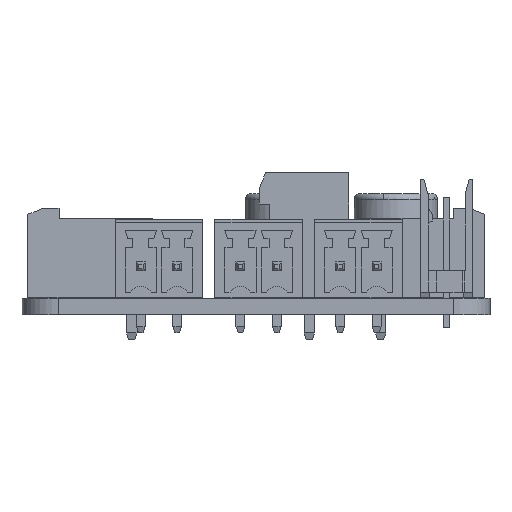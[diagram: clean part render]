
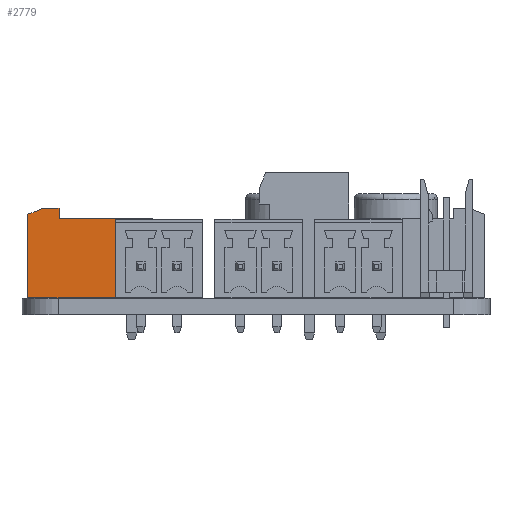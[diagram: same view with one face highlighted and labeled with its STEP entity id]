
A CAD part, left-side view. The second image highlights one B-rep face of the part: STEP entity #2779.
In plain terms, the highlighted face is planar.
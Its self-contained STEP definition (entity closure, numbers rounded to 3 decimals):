
#2180 = VERTEX_POINT('',#2181);
#2181 = CARTESIAN_POINT('',(8.62,2.,7.6));
#2188 = PLANE('',#2189);
#2189 = AXIS2_PLACEMENT_3D('',#2190,#2191,#2192);
#2190 = CARTESIAN_POINT('',(-3.54,2.,7.6));
#2191 = DIRECTION('',(0.,1.,0.));
#2192 = DIRECTION('',(0.,0.,-1.));
#2200 = PLANE('',#2201);
#2201 = AXIS2_PLACEMENT_3D('',#2202,#2203,#2204);
#2202 = CARTESIAN_POINT('',(-3.54,-7.,7.6));
#2203 = DIRECTION('',(0.,0.,1.));
#2204 = DIRECTION('',(0.,1.,0.));
#2212 = EDGE_CURVE('',#2180,#2213,#2215,.T.);
#2213 = VERTEX_POINT('',#2214);
#2214 = CARTESIAN_POINT('',(8.62,2.,0.));
#2215 = SURFACE_CURVE('',#2216,(#2220,#2227),.PCURVE_S1.);
#2216 = LINE('',#2217,#2218);
#2217 = CARTESIAN_POINT('',(8.62,2.,7.6));
#2218 = VECTOR('',#2219,1.);
#2219 = DIRECTION('',(0.,0.,-1.));
#2220 = PCURVE('',#2188,#2221);
#2221 = DEFINITIONAL_REPRESENTATION('',(#2222),#2226);
#2222 = LINE('',#2223,#2224);
#2223 = CARTESIAN_POINT('',(0.,-12.16));
#2224 = VECTOR('',#2225,1.);
#2225 = DIRECTION('',(1.,0.));
#2226 = ( GEOMETRIC_REPRESENTATION_CONTEXT(2) 
PARAMETRIC_REPRESENTATION_CONTEXT() REPRESENTATION_CONTEXT('2D SPACE',''
  ) );
#2227 = PCURVE('',#2228,#2233);
#2228 = PLANE('',#2229);
#2229 = AXIS2_PLACEMENT_3D('',#2230,#2231,#2232);
#2230 = CARTESIAN_POINT('',(8.62,-4.148,4.02));
#2231 = DIRECTION('',(-1.,0.,0.));
#2232 = DIRECTION('',(0.,0.,-1.));
#2233 = DEFINITIONAL_REPRESENTATION('',(#2234),#2238);
#2234 = LINE('',#2235,#2236);
#2235 = CARTESIAN_POINT('',(-3.58,-6.148));
#2236 = VECTOR('',#2237,1.);
#2237 = DIRECTION('',(1.,0.));
#2238 = ( GEOMETRIC_REPRESENTATION_CONTEXT(2) 
PARAMETRIC_REPRESENTATION_CONTEXT() REPRESENTATION_CONTEXT('2D SPACE',''
  ) );
#2256 = PLANE('',#2257);
#2257 = AXIS2_PLACEMENT_3D('',#2258,#2259,#2260);
#2258 = CARTESIAN_POINT('',(-3.54,2.,0.));
#2259 = DIRECTION('',(0.,0.,-1.));
#2260 = DIRECTION('',(0.,-1.,0.));
#2300 = VERTEX_POINT('',#2301);
#2301 = CARTESIAN_POINT('',(8.62,-7.,7.6));
#2315 = PLANE('',#2316);
#2316 = AXIS2_PLACEMENT_3D('',#2317,#2318,#2319);
#2317 = CARTESIAN_POINT('',(-3.54,-7.,8.6));
#2318 = DIRECTION('',(0.,1.,0.));
#2319 = DIRECTION('',(0.,0.,-1.));
#2327 = EDGE_CURVE('',#2300,#2180,#2328,.T.);
#2328 = SURFACE_CURVE('',#2329,(#2333,#2340),.PCURVE_S1.);
#2329 = LINE('',#2330,#2331);
#2330 = CARTESIAN_POINT('',(8.62,-7.,7.6));
#2331 = VECTOR('',#2332,1.);
#2332 = DIRECTION('',(0.,1.,0.));
#2333 = PCURVE('',#2200,#2334);
#2334 = DEFINITIONAL_REPRESENTATION('',(#2335),#2339);
#2335 = LINE('',#2336,#2337);
#2336 = CARTESIAN_POINT('',(0.,-12.16));
#2337 = VECTOR('',#2338,1.);
#2338 = DIRECTION('',(1.,0.));
#2339 = ( GEOMETRIC_REPRESENTATION_CONTEXT(2) 
PARAMETRIC_REPRESENTATION_CONTEXT() REPRESENTATION_CONTEXT('2D SPACE',''
  ) );
#2340 = PCURVE('',#2228,#2341);
#2341 = DEFINITIONAL_REPRESENTATION('',(#2342),#2346);
#2342 = LINE('',#2343,#2344);
#2343 = CARTESIAN_POINT('',(-3.58,2.852));
#2344 = VECTOR('',#2345,1.);
#2345 = DIRECTION('',(0.,-1.));
#2346 = ( GEOMETRIC_REPRESENTATION_CONTEXT(2) 
PARAMETRIC_REPRESENTATION_CONTEXT() REPRESENTATION_CONTEXT('2D SPACE',''
  ) );
#2374 = EDGE_CURVE('',#2213,#2375,#2377,.T.);
#2375 = VERTEX_POINT('',#2376);
#2376 = CARTESIAN_POINT('',(8.62,-10.,0.));
#2377 = SURFACE_CURVE('',#2378,(#2382,#2389),.PCURVE_S1.);
#2378 = LINE('',#2379,#2380);
#2379 = CARTESIAN_POINT('',(8.62,2.,0.));
#2380 = VECTOR('',#2381,1.);
#2381 = DIRECTION('',(0.,-1.,0.));
#2382 = PCURVE('',#2256,#2383);
#2383 = DEFINITIONAL_REPRESENTATION('',(#2384),#2388);
#2384 = LINE('',#2385,#2386);
#2385 = CARTESIAN_POINT('',(0.,-12.16));
#2386 = VECTOR('',#2387,1.);
#2387 = DIRECTION('',(1.,0.));
#2388 = ( GEOMETRIC_REPRESENTATION_CONTEXT(2) 
PARAMETRIC_REPRESENTATION_CONTEXT() REPRESENTATION_CONTEXT('2D SPACE',''
  ) );
#2389 = PCURVE('',#2228,#2390);
#2390 = DEFINITIONAL_REPRESENTATION('',(#2391),#2395);
#2391 = LINE('',#2392,#2393);
#2392 = CARTESIAN_POINT('',(4.02,-6.148));
#2393 = VECTOR('',#2394,1.);
#2394 = DIRECTION('',(0.,1.));
#2395 = ( GEOMETRIC_REPRESENTATION_CONTEXT(2) 
PARAMETRIC_REPRESENTATION_CONTEXT() REPRESENTATION_CONTEXT('2D SPACE',''
  ) );
#2413 = PLANE('',#2414);
#2414 = AXIS2_PLACEMENT_3D('',#2415,#2416,#2417);
#2415 = CARTESIAN_POINT('',(-3.54,-10.,0.));
#2416 = DIRECTION('',(0.,-1.,0.));
#2417 = DIRECTION('',(0.,0.,1.));
#2746 = PLANE('',#2747);
#2747 = AXIS2_PLACEMENT_3D('',#2748,#2749,#2750);
#2748 = CARTESIAN_POINT('',(-3.54,-8.5,8.6));
#2749 = DIRECTION('',(0.,0.,1.));
#2750 = DIRECTION('',(0.,1.,0.));
#2779 = ADVANCED_FACE('',(#2780),#2228,.F.);
#2780 = FACE_BOUND('',#2781,.F.);
#2781 = EDGE_LOOP('',(#2782,#2783,#2784,#2807,#2835,#2858,#2879));
#2782 = ORIENTED_EDGE('',*,*,#2212,.T.);
#2783 = ORIENTED_EDGE('',*,*,#2374,.T.);
#2784 = ORIENTED_EDGE('',*,*,#2785,.T.);
#2785 = EDGE_CURVE('',#2375,#2786,#2788,.T.);
#2786 = VERTEX_POINT('',#2787);
#2787 = CARTESIAN_POINT('',(8.62,-10.,8.));
#2788 = SURFACE_CURVE('',#2789,(#2793,#2800),.PCURVE_S1.);
#2789 = LINE('',#2790,#2791);
#2790 = CARTESIAN_POINT('',(8.62,-10.,0.));
#2791 = VECTOR('',#2792,1.);
#2792 = DIRECTION('',(0.,0.,1.));
#2793 = PCURVE('',#2228,#2794);
#2794 = DEFINITIONAL_REPRESENTATION('',(#2795),#2799);
#2795 = LINE('',#2796,#2797);
#2796 = CARTESIAN_POINT('',(4.02,5.852));
#2797 = VECTOR('',#2798,1.);
#2798 = DIRECTION('',(-1.,0.));
#2799 = ( GEOMETRIC_REPRESENTATION_CONTEXT(2) 
PARAMETRIC_REPRESENTATION_CONTEXT() REPRESENTATION_CONTEXT('2D SPACE',''
  ) );
#2800 = PCURVE('',#2413,#2801);
#2801 = DEFINITIONAL_REPRESENTATION('',(#2802),#2806);
#2802 = LINE('',#2803,#2804);
#2803 = CARTESIAN_POINT('',(0.,-12.16));
#2804 = VECTOR('',#2805,1.);
#2805 = DIRECTION('',(1.,0.));
#2806 = ( GEOMETRIC_REPRESENTATION_CONTEXT(2) 
PARAMETRIC_REPRESENTATION_CONTEXT() REPRESENTATION_CONTEXT('2D SPACE',''
  ) );
#2807 = ORIENTED_EDGE('',*,*,#2808,.T.);
#2808 = EDGE_CURVE('',#2786,#2809,#2811,.T.);
#2809 = VERTEX_POINT('',#2810);
#2810 = CARTESIAN_POINT('',(8.62,-8.5,8.6));
#2811 = SURFACE_CURVE('',#2812,(#2816,#2823),.PCURVE_S1.);
#2812 = LINE('',#2813,#2814);
#2813 = CARTESIAN_POINT('',(8.62,-10.,8.));
#2814 = VECTOR('',#2815,1.);
#2815 = DIRECTION('',(0.,0.928,0.371));
#2816 = PCURVE('',#2228,#2817);
#2817 = DEFINITIONAL_REPRESENTATION('',(#2818),#2822);
#2818 = LINE('',#2819,#2820);
#2819 = CARTESIAN_POINT('',(-3.98,5.852));
#2820 = VECTOR('',#2821,1.);
#2821 = DIRECTION('',(-0.371,-0.928));
#2822 = ( GEOMETRIC_REPRESENTATION_CONTEXT(2) 
PARAMETRIC_REPRESENTATION_CONTEXT() REPRESENTATION_CONTEXT('2D SPACE',''
  ) );
#2823 = PCURVE('',#2824,#2829);
#2824 = PLANE('',#2825);
#2825 = AXIS2_PLACEMENT_3D('',#2826,#2827,#2828);
#2826 = CARTESIAN_POINT('',(-3.54,-10.,8.));
#2827 = DIRECTION('',(0.,-0.371,0.928));
#2828 = DIRECTION('',(0.,0.928,0.371));
#2829 = DEFINITIONAL_REPRESENTATION('',(#2830),#2834);
#2830 = LINE('',#2831,#2832);
#2831 = CARTESIAN_POINT('',(0.,-12.16));
#2832 = VECTOR('',#2833,1.);
#2833 = DIRECTION('',(1.,0.));
#2834 = ( GEOMETRIC_REPRESENTATION_CONTEXT(2) 
PARAMETRIC_REPRESENTATION_CONTEXT() REPRESENTATION_CONTEXT('2D SPACE',''
  ) );
#2835 = ORIENTED_EDGE('',*,*,#2836,.T.);
#2836 = EDGE_CURVE('',#2809,#2837,#2839,.T.);
#2837 = VERTEX_POINT('',#2838);
#2838 = CARTESIAN_POINT('',(8.62,-7.,8.6));
#2839 = SURFACE_CURVE('',#2840,(#2844,#2851),.PCURVE_S1.);
#2840 = LINE('',#2841,#2842);
#2841 = CARTESIAN_POINT('',(8.62,-8.5,8.6));
#2842 = VECTOR('',#2843,1.);
#2843 = DIRECTION('',(0.,1.,0.));
#2844 = PCURVE('',#2228,#2845);
#2845 = DEFINITIONAL_REPRESENTATION('',(#2846),#2850);
#2846 = LINE('',#2847,#2848);
#2847 = CARTESIAN_POINT('',(-4.58,4.352));
#2848 = VECTOR('',#2849,1.);
#2849 = DIRECTION('',(0.,-1.));
#2850 = ( GEOMETRIC_REPRESENTATION_CONTEXT(2) 
PARAMETRIC_REPRESENTATION_CONTEXT() REPRESENTATION_CONTEXT('2D SPACE',''
  ) );
#2851 = PCURVE('',#2746,#2852);
#2852 = DEFINITIONAL_REPRESENTATION('',(#2853),#2857);
#2853 = LINE('',#2854,#2855);
#2854 = CARTESIAN_POINT('',(0.,-12.16));
#2855 = VECTOR('',#2856,1.);
#2856 = DIRECTION('',(1.,0.));
#2857 = ( GEOMETRIC_REPRESENTATION_CONTEXT(2) 
PARAMETRIC_REPRESENTATION_CONTEXT() REPRESENTATION_CONTEXT('2D SPACE',''
  ) );
#2858 = ORIENTED_EDGE('',*,*,#2859,.T.);
#2859 = EDGE_CURVE('',#2837,#2300,#2860,.T.);
#2860 = SURFACE_CURVE('',#2861,(#2865,#2872),.PCURVE_S1.);
#2861 = LINE('',#2862,#2863);
#2862 = CARTESIAN_POINT('',(8.62,-7.,8.6));
#2863 = VECTOR('',#2864,1.);
#2864 = DIRECTION('',(0.,0.,-1.));
#2865 = PCURVE('',#2228,#2866);
#2866 = DEFINITIONAL_REPRESENTATION('',(#2867),#2871);
#2867 = LINE('',#2868,#2869);
#2868 = CARTESIAN_POINT('',(-4.58,2.852));
#2869 = VECTOR('',#2870,1.);
#2870 = DIRECTION('',(1.,0.));
#2871 = ( GEOMETRIC_REPRESENTATION_CONTEXT(2) 
PARAMETRIC_REPRESENTATION_CONTEXT() REPRESENTATION_CONTEXT('2D SPACE',''
  ) );
#2872 = PCURVE('',#2315,#2873);
#2873 = DEFINITIONAL_REPRESENTATION('',(#2874),#2878);
#2874 = LINE('',#2875,#2876);
#2875 = CARTESIAN_POINT('',(0.,-12.16));
#2876 = VECTOR('',#2877,1.);
#2877 = DIRECTION('',(1.,0.));
#2878 = ( GEOMETRIC_REPRESENTATION_CONTEXT(2) 
PARAMETRIC_REPRESENTATION_CONTEXT() REPRESENTATION_CONTEXT('2D SPACE',''
  ) );
#2879 = ORIENTED_EDGE('',*,*,#2327,.T.);
